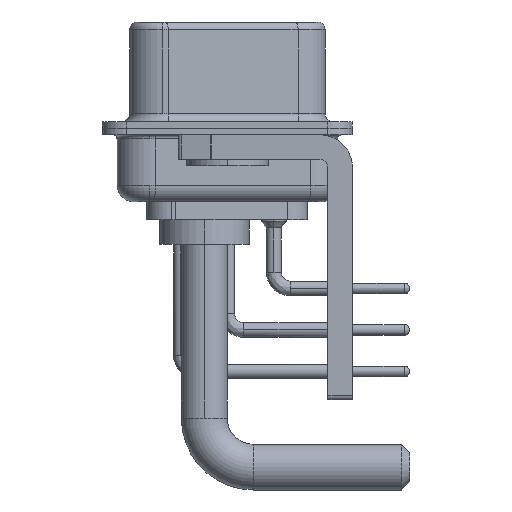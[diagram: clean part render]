
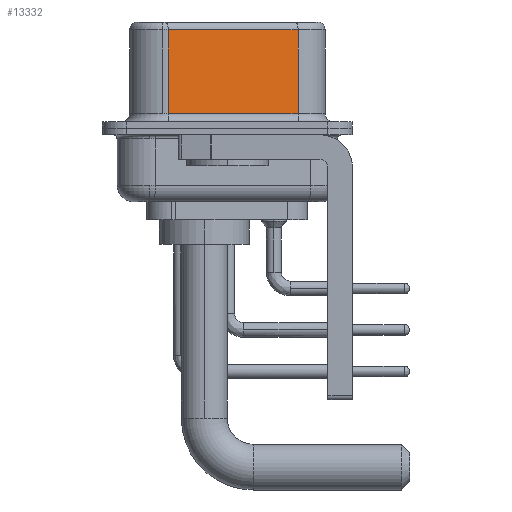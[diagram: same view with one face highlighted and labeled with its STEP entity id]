
A CAD part, left-side view. The second image highlights one B-rep face of the part: STEP entity #13332.
In plain terms, the highlighted planar face has unit normal (-0.985, -0.174, 0).
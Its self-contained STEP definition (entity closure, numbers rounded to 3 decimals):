
#20 = ORIENTED_EDGE ( 'NONE', *, *, #33854, .T. ) ;
#2173 = AXIS2_PLACEMENT_3D ( 'NONE', #6331, #27757, #25091 ) ;
#2190 = LINE ( 'NONE', #9988, #5863 ) ;
#2239 = CARTESIAN_POINT ( 'NONE',  ( 5.132, -4.322, 6.52 ) ) ;
#4623 = CARTESIAN_POINT ( 'NONE',  ( 3.73, 3.628, 6.52 ) ) ;
#4943 = EDGE_CURVE ( 'NONE', #10991, #29435, #2190, .T. ) ;
#5863 = VECTOR ( 'NONE', #9823, 1000. ) ;
#5867 = VERTEX_POINT ( 'NONE', #32870 ) ;
#6331 = CARTESIAN_POINT ( 'NONE',  ( 5.132, -4.322, 6.52 ) ) ;
#8913 = ORIENTED_EDGE ( 'NONE', *, *, #22221, .F. ) ;
#9153 = PLANE ( 'NONE',  #2173 ) ;
#9823 = DIRECTION ( 'NONE',  ( -0.174, 0.985, 0. ) ) ;
#9988 = CARTESIAN_POINT ( 'NONE',  ( 5.132, -4.322, 6.02 ) ) ;
#10881 = CARTESIAN_POINT ( 'NONE',  ( 3.73, 3.628, 6.02 ) ) ;
#10991 = VERTEX_POINT ( 'NONE', #22337 ) ;
#11860 = ORIENTED_EDGE ( 'NONE', *, *, #4943, .T. ) ;
#12261 = DIRECTION ( 'NONE',  ( 0., 0., -1. ) ) ;
#13332 = ADVANCED_FACE ( 'NONE', ( #20292 ), #9153, .F. ) ;
#13467 = ORIENTED_EDGE ( 'NONE', *, *, #25909, .T. ) ;
#14733 = EDGE_LOOP ( 'NONE', ( #8913, #11860, #20, #13467 ) ) ;
#18635 = LINE ( 'NONE', #34924, #30825 ) ;
#20292 = FACE_OUTER_BOUND ( 'NONE', #14733, .T. ) ;
#20940 = VERTEX_POINT ( 'NONE', #30195 ) ;
#22221 = EDGE_CURVE ( 'NONE', #10991, #5867, #34475, .T. ) ;
#22337 = CARTESIAN_POINT ( 'NONE',  ( 5.132, -4.322, 6.02 ) ) ;
#23223 = LINE ( 'NONE', #4623, #28711 ) ;
#25091 = DIRECTION ( 'NONE',  ( -0.174, 0.985, 0. ) ) ;
#25909 = EDGE_CURVE ( 'NONE', #20940, #5867, #18635, .T. ) ;
#26787 = DIRECTION ( 'NONE',  ( 0.174, -0.985, 0. ) ) ;
#27757 = DIRECTION ( 'NONE',  ( 0.985, 0.174, 0. ) ) ;
#28611 = VECTOR ( 'NONE', #31469, 1000. ) ;
#28711 = VECTOR ( 'NONE', #12261, 1000. ) ;
#29435 = VERTEX_POINT ( 'NONE', #10881 ) ;
#30195 = CARTESIAN_POINT ( 'NONE',  ( 3.73, 3.628, 0.9 ) ) ;
#30825 = VECTOR ( 'NONE', #26787, 1000. ) ;
#31469 = DIRECTION ( 'NONE',  ( 0., 0., -1. ) ) ;
#32870 = CARTESIAN_POINT ( 'NONE',  ( 5.132, -4.322, 0.9 ) ) ;
#33854 = EDGE_CURVE ( 'NONE', #29435, #20940, #23223, .T. ) ;
#34475 = LINE ( 'NONE', #2239, #28611 ) ;
#34924 = CARTESIAN_POINT ( 'NONE',  ( 5.132, -4.322, 0.9 ) ) ;
